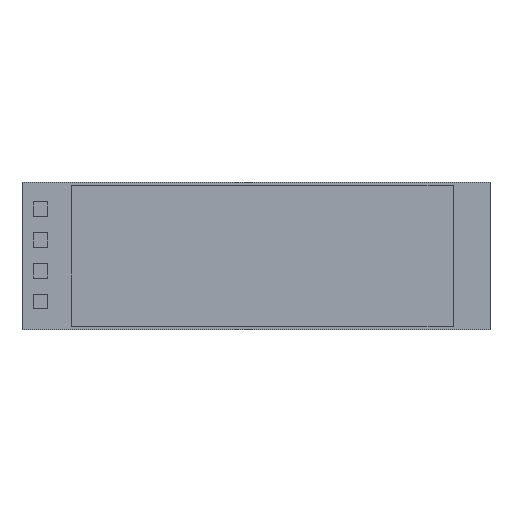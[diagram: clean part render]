
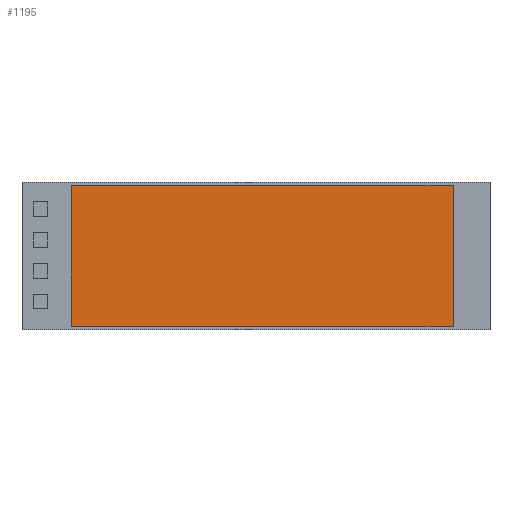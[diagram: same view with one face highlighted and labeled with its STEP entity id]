
A CAD part, top view. The second image highlights one B-rep face of the part: STEP entity #1195.
In plain terms, the highlighted planar face has unit normal (0, 0, 1).
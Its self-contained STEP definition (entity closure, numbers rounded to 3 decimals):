
#61=FACE_OUTER_BOUND('',#137,.T.);
#137=EDGE_LOOP('',(#906,#907,#908,#909));
#276=LINE('',#1817,#428);
#278=LINE('',#1821,#430);
#280=LINE('',#1825,#432);
#281=LINE('',#1827,#433);
#428=VECTOR('',#1487,11.4);
#430=VECTOR('',#1491,31.);
#432=VECTOR('',#1495,11.4);
#433=VECTOR('',#1498,31.);
#546=VERTEX_POINT('',#1813);
#547=VERTEX_POINT('',#1815);
#548=VERTEX_POINT('',#1819);
#549=VERTEX_POINT('',#1823);
#676=EDGE_CURVE('',#546,#547,#276,.T.);
#678=EDGE_CURVE('',#547,#548,#278,.T.);
#680=EDGE_CURVE('',#548,#549,#280,.T.);
#681=EDGE_CURVE('',#549,#546,#281,.T.);
#906=ORIENTED_EDGE('',*,*,#676,.T.);
#907=ORIENTED_EDGE('',*,*,#678,.T.);
#908=ORIENTED_EDGE('',*,*,#680,.T.);
#909=ORIENTED_EDGE('',*,*,#681,.T.);
#1060=PLANE('',#1276);
#1195=ADVANCED_FACE('',(#61),#1060,.F.);
#1276=AXIS2_PLACEMENT_3D('',#1828,#1499,#1500);
#1487=DIRECTION('',(0.,1.,0.));
#1491=DIRECTION('',(-1.,0.,0.));
#1495=DIRECTION('',(0.,-1.,0.));
#1498=DIRECTION('',(1.,0.,0.));
#1499=DIRECTION('center_axis',(0.,0.,-1.));
#1500=DIRECTION('ref_axis',(-1.,0.,0.));
#1813=CARTESIAN_POINT('',(16.,-5.7,3.));
#1815=CARTESIAN_POINT('',(16.,5.7,3.));
#1817=CARTESIAN_POINT('',(16.,-5.7,3.));
#1819=CARTESIAN_POINT('',(-15.,5.7,3.));
#1821=CARTESIAN_POINT('',(16.,5.7,3.));
#1823=CARTESIAN_POINT('',(-15.,-5.7,3.));
#1825=CARTESIAN_POINT('',(-15.,5.7,3.));
#1827=CARTESIAN_POINT('',(-15.,-5.7,3.));
#1828=CARTESIAN_POINT('Origin',(0.,0.,3.));
